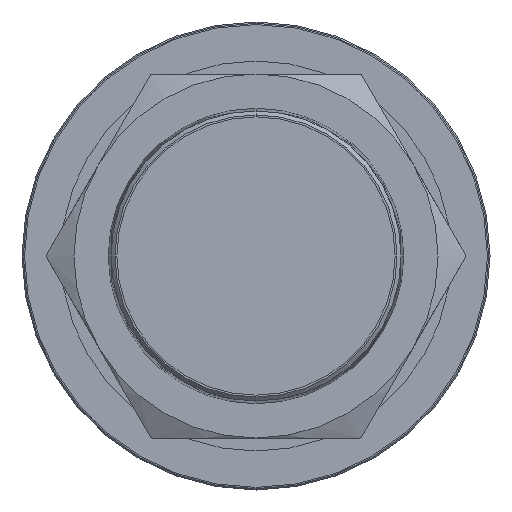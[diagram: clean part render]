
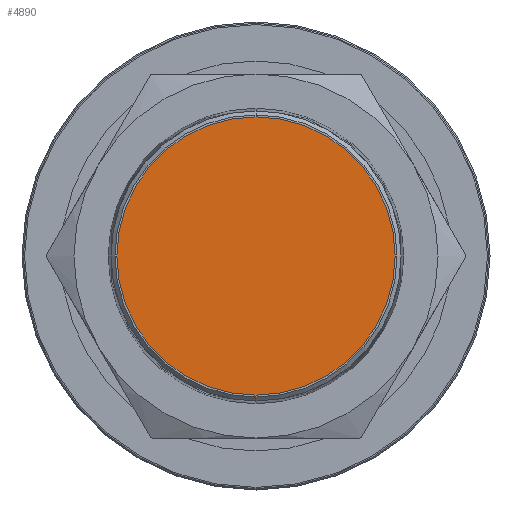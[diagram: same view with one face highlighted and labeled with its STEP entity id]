
A CAD part, front view. The second image highlights one B-rep face of the part: STEP entity #4890.
In plain terms, the highlighted planar face has unit normal (0, -1, 0).
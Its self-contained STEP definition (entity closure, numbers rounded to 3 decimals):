
#4591=CARTESIAN_POINT('',(0.,-6.5,0.));
#4592=DIRECTION('',(0.,1.,0.));
#4593=DIRECTION('',(0.,0.,-1.));
#4594=AXIS2_PLACEMENT_3D('',#4591,#4592,#4593);
#4596=CARTESIAN_POINT('',(0.,-6.5,0.));
#4597=DIRECTION('',(0.,1.,0.));
#4598=DIRECTION('',(0.,0.,1.));
#4599=AXIS2_PLACEMENT_3D('',#4596,#4597,#4598);
#4875=CARTESIAN_POINT('',(0.,-6.5,-61.793));
#4876=CARTESIAN_POINT('',(0.,-6.5,61.793));
#4877=VERTEX_POINT('',#4875);
#4878=VERTEX_POINT('',#4876);
#4879=CARTESIAN_POINT('',(0.,-6.5,0.));
#4880=DIRECTION('',(0.,-1.,0.));
#4881=DIRECTION('',(0.,0.,1.));
#4882=AXIS2_PLACEMENT_3D('',#4879,#4880,#4881);
#4883=PLANE('',#4882);
#4885=ORIENTED_EDGE('',*,*,#4884,.T.);
#4887=ORIENTED_EDGE('',*,*,#4886,.T.);
#4888=EDGE_LOOP('',(#4885,#4887));
#4889=FACE_OUTER_BOUND('',#4888,.F.);
#4890=ADVANCED_FACE('',(#4889),#4883,.T.);
#4595=CIRCLE('',#4594,61.793);
#4600=CIRCLE('',#4599,61.793);
#4884=EDGE_CURVE('',#4877,#4878,#4595,.T.);
#4886=EDGE_CURVE('',#4878,#4877,#4600,.T.);
